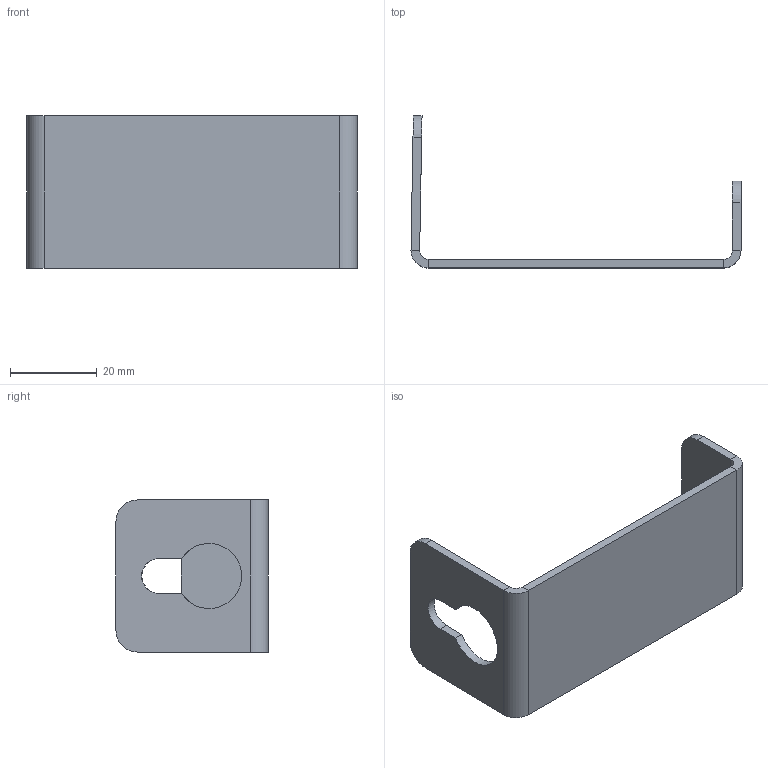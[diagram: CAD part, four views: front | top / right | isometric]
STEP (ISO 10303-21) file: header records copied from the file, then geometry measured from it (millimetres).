
FILE_DESCRIPTION (( 'STEP AP214' ), '1' );
FILE_NAME ('7215480.stp', '2021-03-24T14:02:15', ( '' ), ( '' ), 'SwSTEP 2.0', 'SolidWorks 2020', '' );
FILE_SCHEMA (( 'AUTOMOTIVE_DESIGN' ));
Length unit declared in the file: millimetre
Products named in the file (1): 7215480
Bounding box: 75.93 x 35 x 35 mm (x, y, z)
Volume: 8187.3 mm3; surface area: 8930.7 mm2
Topology: 1 solids, 1 shells, 30 faces, 68 edges, 40 vertices
Faces by surface type: plane 20, cylinder 10
Entity records: 994 total; most frequent: DIRECTION 150, CARTESIAN_POINT 139, ORIENTED_EDGE 136, EDGE_CURVE 68, AXIS2_PLACEMENT_3D 51, LINE 48, VECTOR 48, VERTEX_POINT 40
